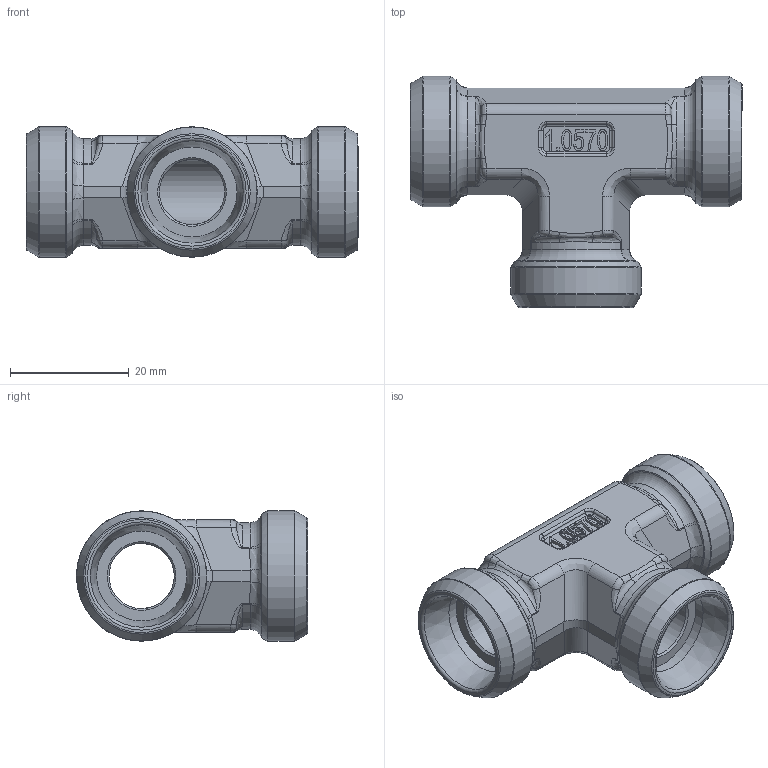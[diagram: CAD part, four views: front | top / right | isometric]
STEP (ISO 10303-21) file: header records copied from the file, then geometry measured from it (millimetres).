
FILE_DESCRIPTION(/* description */ (''),/* implementation_level */ '2;1');
FILE_NAME(/* name */ 'X-TV15.stp',/* time_stamp */ '2025-01-16T12:26:28+01:00',/* author */ (''),/* organization */ (''),/* preprocessor_version */ 'ST-DEVELOPER v16',/* originating_system */ 'SIEMENS PLM Software NX 10.0',/* authorisation */ '');
FILE_SCHEMA (('AP203_CONFIGURATION_CONTROLLED_3D_DESIGN_OF_MECHANICAL_PARTS_AND_ASSEMBLIES_MIM_LF { 1 0 10303 403 2 1 2}'));
Length unit declared in the file: millimetre
Products named in the file (1): nwer41844EE665zy
Bounding box: 56 x 39 x 22 mm (x, y, z)
Volume: 13648.5 mm3; surface area: 8290.2 mm2
Topology: 1 solids, 1 shells, 306 faces, 746 edges, 459 vertices
Faces by surface type: plane 86, bspline 82, cylinder 58, torus 49, extrusion 19, cone 12
Full cylindrical faces by diameter (mm): 11 x2, 15.2 x3, 22 x3
Entity records: 11566 total; most frequent: CARTESIAN_POINT 5109, ORIENTED_EDGE 1396, DIRECTION 1142, EDGE_CURVE 698, VERTEX_POINT 447, AXIS2_PLACEMENT_3D 435, EDGE_LOOP 363, ADVANCED_FACE 306
